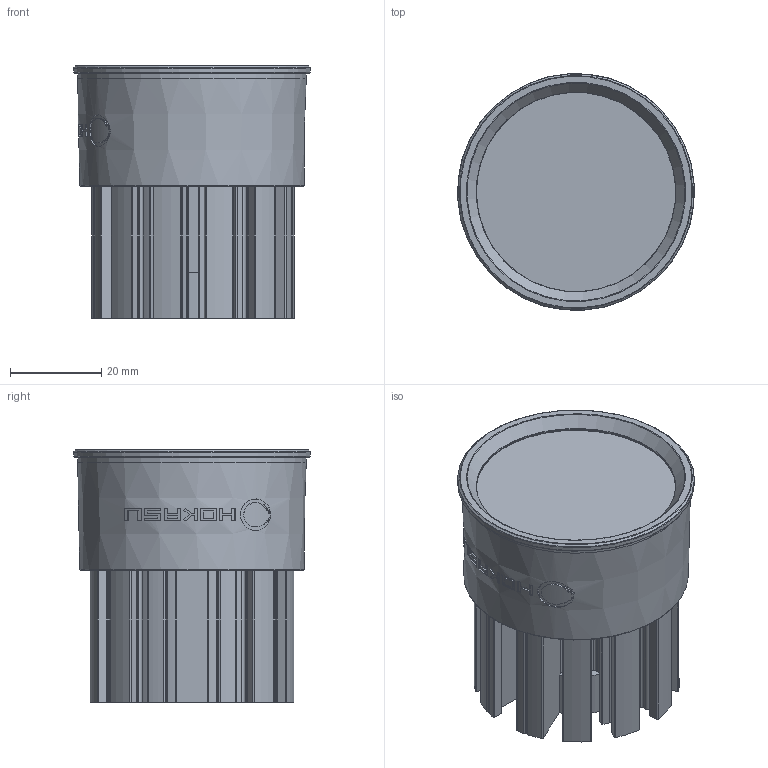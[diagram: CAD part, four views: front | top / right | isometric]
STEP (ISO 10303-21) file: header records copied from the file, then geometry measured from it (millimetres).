
FILE_DESCRIPTION(('STEP AP242'), '1');
FILE_NAME('DOT45 — assembly (161024)', '', ('UNSPECIFIED'), ('UNSPECIFIED'), 'C3D Converter', 'C3D Toolkit', '');
FILE_SCHEMA(('AP242_MANAGED_MODEL_BASED_3D_ENGINEERING_MIM_LF { 1 0 10303 442 1 1 4 }'));
Length unit declared in the file: millimetre
Products named in the file (5): Admi159C88016bfk
Assembly tree (4 placements, depth 2):
  (unnamed)
    (unnamed)
    (unnamed)
    (unnamed)
    Admi159C88016bfk
Bounding box: 51.89 x 51.89 x 55.4 mm (x, y, z)
Volume: 50789 mm3; surface area: 36084.5 mm2
Topology: 4 solids, 4 shells, 633 faces, 1805 edges, 1192 vertices
Faces by surface type: cylinder 422, plane 178, torus 17, cone 16
Full cylindrical faces by diameter (mm): 22 x1, 43.7 x1, 44.2 x1, 45 x1, 47.1 x1, 50.215 x1, 52 x1
Entity records: 26136 total; most frequent: CARTESIAN_POINT 4996, DIRECTION 3820, ORIENTED_EDGE 3560, EDGE_CURVE 1780, AXIS2_PLACEMENT_3D 1532, VERTEX_POINT 1192, CIRCLE 888, LINE 756
